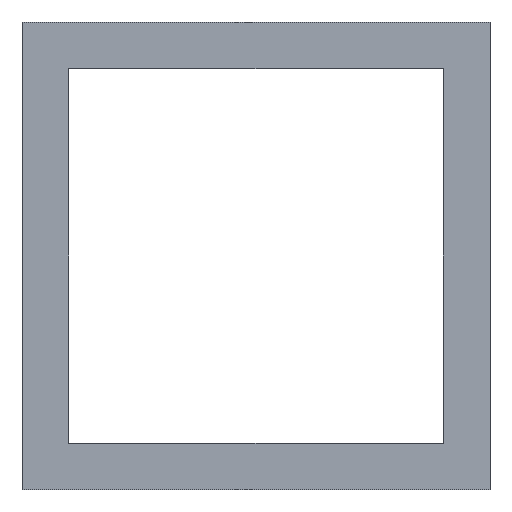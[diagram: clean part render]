
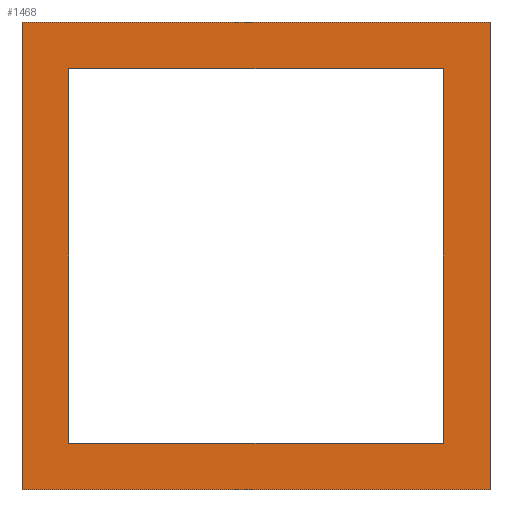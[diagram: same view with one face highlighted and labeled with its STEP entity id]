
A CAD part, front view. The second image highlights one B-rep face of the part: STEP entity #1468.
In plain terms, the highlighted planar face has unit normal (0, -1, 0).
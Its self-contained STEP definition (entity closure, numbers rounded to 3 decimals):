
#3 = VECTOR ( 'NONE', #484, 1000. ) ;
#21 = DIRECTION ( 'NONE',  ( 1., 0., 0. ) ) ;
#45 = EDGE_CURVE ( 'NONE', #174, #797, #1153, .T. ) ;
#98 = CARTESIAN_POINT ( 'NONE',  ( -140., 715., 10. ) ) ;
#174 = VERTEX_POINT ( 'NONE', #376 ) ;
#183 = CARTESIAN_POINT ( 'NONE',  ( -140., 715., -10. ) ) ;
#185 = DIRECTION ( 'NONE',  ( 0., 0., 1. ) ) ;
#232 = DIRECTION ( 'NONE',  ( 0., 0., -1. ) ) ;
#235 = ORIENTED_EDGE ( 'NONE', *, *, #1088, .T. ) ;
#264 = VERTEX_POINT ( 'NONE', #720 ) ;
#269 = EDGE_LOOP ( 'NONE', ( #951, #1087, #474, #1393 ) ) ;
#280 = LINE ( 'NONE', #183, #445 ) ;
#376 = CARTESIAN_POINT ( 'NONE',  ( -160., 715., 10. ) ) ;
#428 = LINE ( 'NONE', #98, #1140 ) ;
#430 = LINE ( 'NONE', #1361, #753 ) ;
#445 = VECTOR ( 'NONE', #514, 1000. ) ;
#469 = VECTOR ( 'NONE', #21, 1000. ) ;
#474 = ORIENTED_EDGE ( 'NONE', *, *, #1110, .F. ) ;
#484 = DIRECTION ( 'NONE',  ( 0., 0., -1. ) ) ;
#490 = VECTOR ( 'NONE', #1064, 1000. ) ;
#509 = FACE_BOUND ( 'NONE', #990, .T. ) ;
#511 = EDGE_CURVE ( 'NONE', #635, #590, #1173, .T. ) ;
#514 = DIRECTION ( 'NONE',  ( 1., 0., 0. ) ) ;
#588 = AXIS2_PLACEMENT_3D ( 'NONE', #618, #1204, #185 ) ;
#590 = VERTEX_POINT ( 'NONE', #1116 ) ;
#592 = DIRECTION ( 'NONE',  ( 0., 0., -1. ) ) ;
#618 = CARTESIAN_POINT ( 'NONE',  ( -140., 715., 10. ) ) ;
#625 = PLANE ( 'NONE',  #588 ) ;
#635 = VERTEX_POINT ( 'NONE', #848 ) ;
#636 = VECTOR ( 'NONE', #1194, 1000. ) ;
#660 = CARTESIAN_POINT ( 'NONE',  ( -142., 715., -8. ) ) ;
#671 = DIRECTION ( 'NONE',  ( 1., 0., 0. ) ) ;
#704 = EDGE_CURVE ( 'NONE', #797, #1100, #280, .T. ) ;
#706 = CARTESIAN_POINT ( 'NONE',  ( 0., 715., -8. ) ) ;
#720 = CARTESIAN_POINT ( 'NONE',  ( -142., 715., 8. ) ) ;
#733 = CARTESIAN_POINT ( 'NONE',  ( 0., 715., 8. ) ) ;
#740 = VECTOR ( 'NONE', #592, 1000. ) ;
#752 = FACE_OUTER_BOUND ( 'NONE', #269, .T. ) ;
#753 = VECTOR ( 'NONE', #232, 1000. ) ;
#765 = VERTEX_POINT ( 'NONE', #905 ) ;
#797 = VERTEX_POINT ( 'NONE', #995 ) ;
#801 = EDGE_CURVE ( 'NONE', #765, #1100, #430, .T. ) ;
#802 = ORIENTED_EDGE ( 'NONE', *, *, #896, .T. ) ;
#848 = CARTESIAN_POINT ( 'NONE',  ( -158., 715., 8. ) ) ;
#853 = VERTEX_POINT ( 'NONE', #660 ) ;
#884 = EDGE_CURVE ( 'NONE', #590, #853, #1385, .T. ) ;
#896 = EDGE_CURVE ( 'NONE', #264, #853, #1172, .T. ) ;
#905 = CARTESIAN_POINT ( 'NONE',  ( -140., 715., 10. ) ) ;
#950 = LINE ( 'NONE', #733, #636 ) ;
#951 = ORIENTED_EDGE ( 'NONE', *, *, #704, .T. ) ;
#990 = EDGE_LOOP ( 'NONE', ( #1229, #1440, #235, #802 ) ) ;
#995 = CARTESIAN_POINT ( 'NONE',  ( -160., 715., -10. ) ) ;
#1064 = DIRECTION ( 'NONE',  ( 0., 0., -1. ) ) ;
#1081 = CARTESIAN_POINT ( 'NONE',  ( -140., 715., -10. ) ) ;
#1087 = ORIENTED_EDGE ( 'NONE', *, *, #801, .F. ) ;
#1088 = EDGE_CURVE ( 'NONE', #635, #264, #950, .T. ) ;
#1100 = VERTEX_POINT ( 'NONE', #1081 ) ;
#1110 = EDGE_CURVE ( 'NONE', #174, #765, #428, .T. ) ;
#1116 = CARTESIAN_POINT ( 'NONE',  ( -158., 715., -8. ) ) ;
#1140 = VECTOR ( 'NONE', #671, 1000. ) ;
#1145 = CARTESIAN_POINT ( 'NONE',  ( -160., 715., 10. ) ) ;
#1153 = LINE ( 'NONE', #1145, #3 ) ;
#1172 = LINE ( 'NONE', #1378, #490 ) ;
#1173 = LINE ( 'NONE', #1181, #740 ) ;
#1181 = CARTESIAN_POINT ( 'NONE',  ( -158., 715., 10. ) ) ;
#1194 = DIRECTION ( 'NONE',  ( 1., 0., 0. ) ) ;
#1204 = DIRECTION ( 'NONE',  ( 0., 1., 0. ) ) ;
#1229 = ORIENTED_EDGE ( 'NONE', *, *, #884, .F. ) ;
#1361 = CARTESIAN_POINT ( 'NONE',  ( -140., 715., 10. ) ) ;
#1378 = CARTESIAN_POINT ( 'NONE',  ( -142., 715., 10. ) ) ;
#1385 = LINE ( 'NONE', #706, #469 ) ;
#1393 = ORIENTED_EDGE ( 'NONE', *, *, #45, .T. ) ;
#1440 = ORIENTED_EDGE ( 'NONE', *, *, #511, .F. ) ;
#1468 = ADVANCED_FACE ( 'NONE', ( #752, #509 ), #625, .F. ) ;
